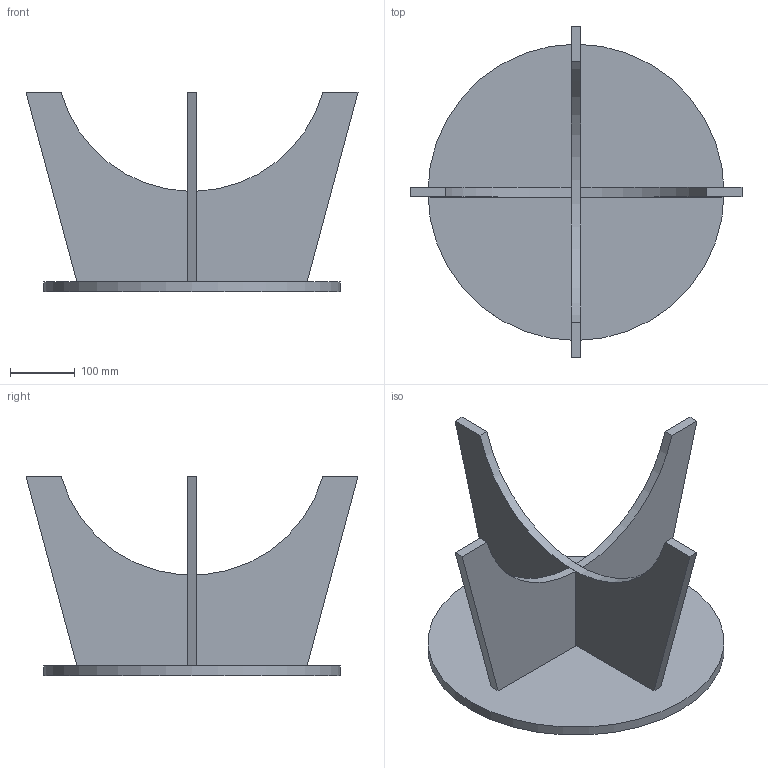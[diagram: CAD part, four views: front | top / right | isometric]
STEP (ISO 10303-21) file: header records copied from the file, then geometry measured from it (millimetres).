
FILE_DESCRIPTION(/* description */ (''),/* implementation_level */ '2;1');
FILE_NAME(/* name */ 'butaco.step',/* time_stamp */ '2023-02-14T11:39:14-05:00',/* author */ (''),/* organization */ (''),/* preprocessor_version */ 'ST-DEVELOPER v19.2',/* originating_system */ 'Autodesk Translation Framework v11.17.0.187',/* authorisation */ '');
FILE_SCHEMA (('AUTOMOTIVE_DESIGN { 1 0 10303 214 3 1 1 }'));
Length unit declared in the file: millimetre
Products named in the file (4): butaco; Componente1; Componente2; Componente3
Assembly tree (3 placements, depth 2):
  butaco
    Componente1
    Componente2
    Componente3
Bounding box: 511.18 x 511.18 x 307.1 mm (x, y, z)
Volume: 4851800.3 mm3; surface area: 723846 mm2
Topology: 3 solids, 3 shells, 39 faces, 87 edges, 58 vertices
Faces by surface type: plane 27, cylinder 12
Full cylindrical faces by diameter (mm): 4.2 x8, 456.239 x1
Entity records: 1218 total; most frequent: DIRECTION 203, CARTESIAN_POINT 191, ORIENTED_EDGE 174, EDGE_CURVE 87, AXIS2_PLACEMENT_3D 70, LINE 63, VECTOR 63, VERTEX_POINT 58
